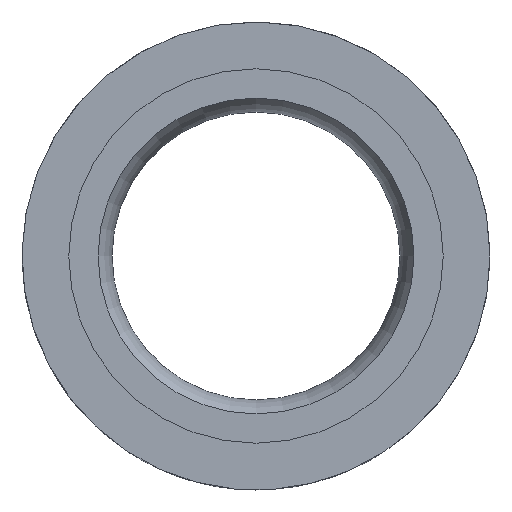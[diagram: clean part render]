
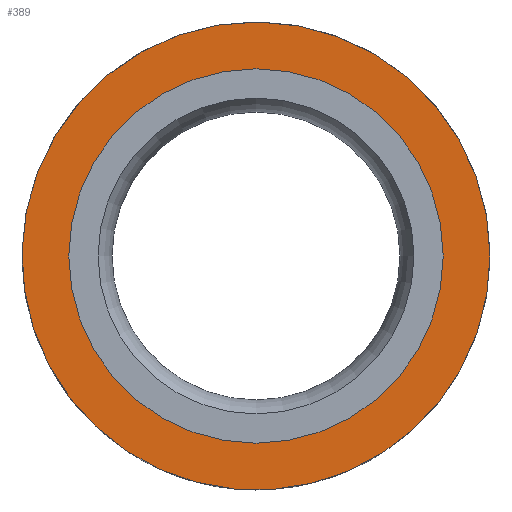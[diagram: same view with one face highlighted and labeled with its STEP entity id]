
A CAD part, left-side view. The second image highlights one B-rep face of the part: STEP entity #389.
In plain terms, the highlighted planar face has unit normal (-1, 0, 0).
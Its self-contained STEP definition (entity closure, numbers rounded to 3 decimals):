
#30=PLANE($,#439);
#86=FACE_BOUND($,#130,.T.);
#98=FACE_OUTER_BOUND($,#129,.T.);
#129=EDGE_LOOP($,(#305));
#130=EDGE_LOOP($,(#306));
#151=CIRCLE($,#410,16.);
#173=CIRCLE($,#437,20.);
#174=VERTEX_POINT($,#572);
#208=VERTEX_POINT($,#645);
#215=EDGE_CURVE($,#174,#174,#151,.T.);
#249=EDGE_CURVE($,#208,#208,#173,.T.);
#305=ORIENTED_EDGE($,*,*,#249,.T.);
#306=ORIENTED_EDGE($,*,*,#215,.F.);
#389=ADVANCED_FACE($,(#98,#86),#30,.T.);
#410=AXIS2_PLACEMENT_3D($,#573,#460,#461);
#437=AXIS2_PLACEMENT_3D($,#646,#526,#527);
#439=AXIS2_PLACEMENT_3D($,#648,#530,#531);
#460=DIRECTION('center_axis',(-1.,0.,0.));
#461=DIRECTION('ref_axis',(0.,0.,1.));
#526=DIRECTION('center_axis',(-1.,0.,0.));
#527=DIRECTION('ref_axis',(0.,1.,0.));
#530=DIRECTION('center_axis',(-1.,0.,0.));
#531=DIRECTION('ref_axis',(0.,0.,-1.));
#572=CARTESIAN_POINT('',(19.1,0.,-16.));
#573=CARTESIAN_POINT('Origin',(19.1,0.,0.));
#645=CARTESIAN_POINT('',(19.1,-20.,0.));
#646=CARTESIAN_POINT('Origin',(19.1,0.,0.));
#648=CARTESIAN_POINT('Origin',(19.1,18.525,0.));
